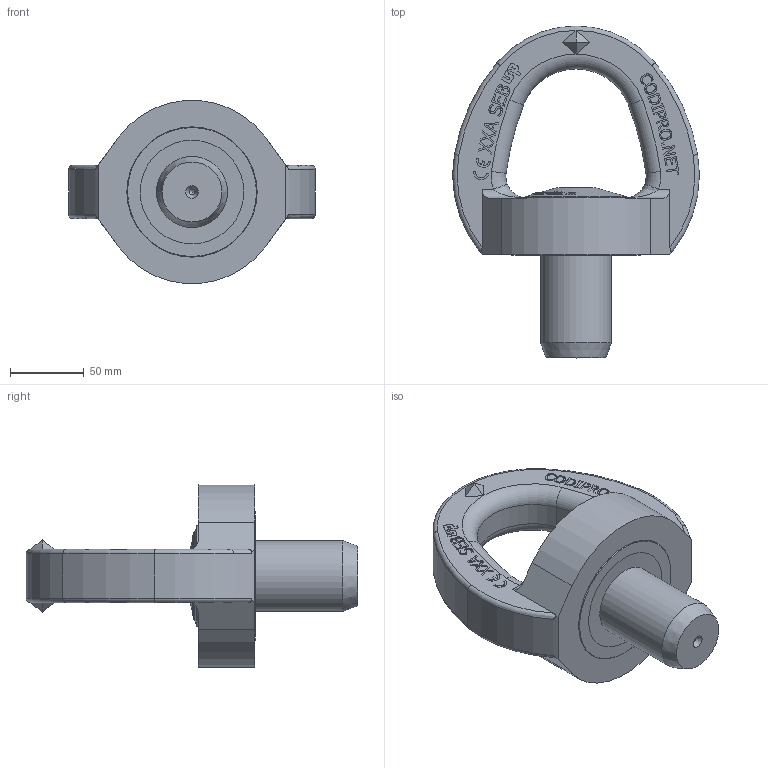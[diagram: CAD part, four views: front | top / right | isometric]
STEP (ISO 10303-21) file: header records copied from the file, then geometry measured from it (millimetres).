
FILE_DESCRIPTION(/* description */ (''),/* implementation_level */ '2;1');
FILE_NAME(/* name */ 'SEB M48 UP.stp',/* time_stamp */ '2017-09-21T16:07:08+02:00',/* author */ ('rklenes'),/* organization */ (''),/* preprocessor_version */ 'ST-DEVELOPER v16.5',/* originating_system */ 'Autodesk Inventor 2017',/* authorisation */ '');
FILE_SCHEMA (('AUTOMOTIVE_DESIGN { 1 0 10303 214 3 1 1 }'));
Length unit declared in the file: millimetre
Products named in the file (4): SEB M48 UP; SEM_4bis2; SEA_M48X98_UP; SEE_M48A
Assembly tree (3 placements, depth 2):
  SEB M48 UP
    SEM_4bis2
    SEA_M48X98_UP
    SEE_M48A
Bounding box: 166.71 x 224.3 x 123.54 mm (x, y, z)
Volume: 941544 mm3; surface area: 119455.6 mm2
Topology: 3 solids, 3 shells, 800 faces, 2130 edges, 1395 vertices
Faces by surface type: plane 425, bspline 254, cone 55, cylinder 42, torus 24
Full cylindrical faces by diameter (mm): 4 x1, 48 x4, 48.2 x1, 56 x3, 68 x2, 88 x2
Entity records: 28115 total; most frequent: CARTESIAN_POINT 10035, ORIENTED_EDGE 4174, DIRECTION 2867, EDGE_CURVE 2087, VERTEX_POINT 1390, LINE 1157, VECTOR 1157, EDGE_LOOP 903
